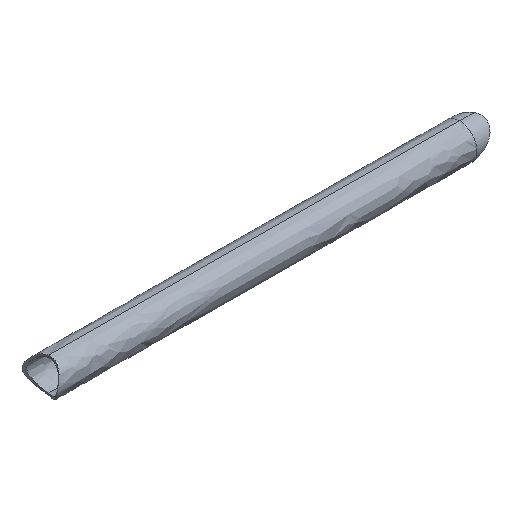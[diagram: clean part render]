
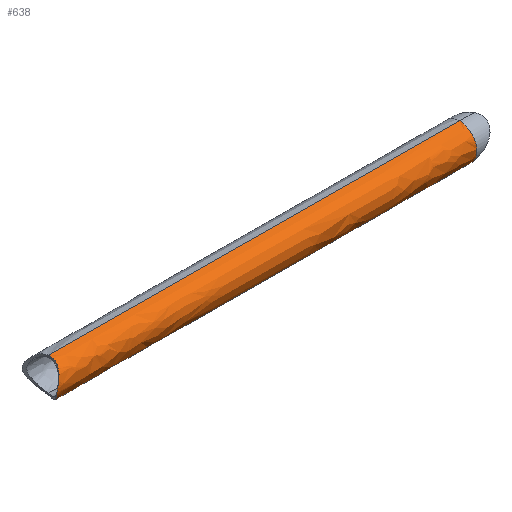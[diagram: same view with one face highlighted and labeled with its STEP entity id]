
A CAD part, isometric view. The second image highlights one B-rep face of the part: STEP entity #638.
In plain terms, the highlighted free-form (B-spline) face has degree [5, 4] with [6, 5] control points.
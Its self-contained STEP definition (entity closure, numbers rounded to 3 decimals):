
#78=CARTESIAN_POINT('Vertex',(-341.043,-280.955,176.727)) ;
#85=CARTESIAN_POINT('Vertex',(-340.919,-270.375,195.884)) ;
#88=CARTESIAN_POINT('Axis2P3D Location',(-341.,-270.375,183.384)) ;
#201=CARTESIAN_POINT('Control Point',(-351.603,-270.375,170.952)) ;
#202=CARTESIAN_POINT('Control Point',(-351.3,-270.946,170.95)) ;
#203=CARTESIAN_POINT('Control Point',(-350.974,-271.509,170.981)) ;
#204=CARTESIAN_POINT('Control Point',(-350.627,-272.062,171.042)) ;
#205=CARTESIAN_POINT('Control Point',(-349.405,-273.875,171.343)) ;
#206=CARTESIAN_POINT('Control Point',(-348.008,-275.534,171.945)) ;
#207=CARTESIAN_POINT('Control Point',(-346.971,-276.608,172.491)) ;
#208=CARTESIAN_POINT('Control Point',(-345.178,-278.24,173.574)) ;
#209=CARTESIAN_POINT('Control Point',(-343.316,-279.598,174.91)) ;
#210=CARTESIAN_POINT('Control Point',(-342.561,-280.097,175.482)) ;
#211=CARTESIAN_POINT('Control Point',(-341.803,-280.55,176.089)) ;
#212=CARTESIAN_POINT('Control Point',(-341.043,-280.955,176.727)) ;
#213=CARTESIAN_POINT('Vertex',(-351.603,-270.375,170.952)) ;
#503=CARTESIAN_POINT('Control Point',(-340.919,-270.375,195.884)) ;
#504=CARTESIAN_POINT('Control Point',(-399.769,-270.375,196.265)) ;
#505=CARTESIAN_POINT('Control Point',(-458.623,-270.375,196.646)) ;
#506=CARTESIAN_POINT('Control Point',(-517.468,-270.375,197.026)) ;
#507=CARTESIAN_POINT('Control Point',(-576.319,-270.375,197.407)) ;
#508=CARTESIAN_POINT('Control Point',(-635.17,-270.375,197.788)) ;
#509=CARTESIAN_POINT('Vertex',(-635.17,-270.375,197.788)) ;
#513=CARTESIAN_POINT('Control Point',(-351.603,-270.375,170.952)) ;
#514=CARTESIAN_POINT('Control Point',(-408.317,-270.375,171.319)) ;
#515=CARTESIAN_POINT('Control Point',(-465.035,-270.375,171.687)) ;
#516=CARTESIAN_POINT('Control Point',(-521.745,-270.375,172.054)) ;
#517=CARTESIAN_POINT('Control Point',(-578.46,-270.375,172.421)) ;
#518=CARTESIAN_POINT('Control Point',(-635.175,-270.375,172.788)) ;
#519=CARTESIAN_POINT('Vertex',(-635.175,-270.375,172.788)) ;
#566=CARTESIAN_POINT('Control Point',(-340.919,-270.375,195.884)) ;
#567=CARTESIAN_POINT('Control Point',(-340.919,-282.875,195.884)) ;
#568=CARTESIAN_POINT('Control Point',(-341.,-289.125,183.384)) ;
#569=CARTESIAN_POINT('Control Point',(-341.081,-282.875,170.884)) ;
#570=CARTESIAN_POINT('Control Point',(-341.081,-270.375,170.884)) ;
#571=CARTESIAN_POINT('Control Point',(-402.719,-270.375,196.284)) ;
#572=CARTESIAN_POINT('Control Point',(-402.719,-282.875,196.284)) ;
#573=CARTESIAN_POINT('Control Point',(-402.8,-289.125,183.784)) ;
#574=CARTESIAN_POINT('Control Point',(-402.881,-282.875,171.284)) ;
#575=CARTESIAN_POINT('Control Point',(-402.881,-270.375,171.284)) ;
#576=CARTESIAN_POINT('Control Point',(-464.524,-270.375,196.684)) ;
#577=CARTESIAN_POINT('Control Point',(-464.524,-282.875,196.684)) ;
#578=CARTESIAN_POINT('Control Point',(-464.604,-289.125,184.184)) ;
#579=CARTESIAN_POINT('Control Point',(-464.685,-282.875,171.684)) ;
#580=CARTESIAN_POINT('Control Point',(-464.685,-270.375,171.684)) ;
#581=CARTESIAN_POINT('Control Point',(-526.317,-270.375,197.084)) ;
#582=CARTESIAN_POINT('Control Point',(-526.317,-282.875,197.084)) ;
#583=CARTESIAN_POINT('Control Point',(-526.398,-289.125,184.584)) ;
#584=CARTESIAN_POINT('Control Point',(-526.479,-282.875,172.084)) ;
#585=CARTESIAN_POINT('Control Point',(-526.479,-270.375,172.084)) ;
#586=CARTESIAN_POINT('Control Point',(-588.119,-270.375,197.484)) ;
#587=CARTESIAN_POINT('Control Point',(-588.119,-282.875,197.484)) ;
#588=CARTESIAN_POINT('Control Point',(-588.2,-289.125,184.984)) ;
#589=CARTESIAN_POINT('Control Point',(-588.281,-282.875,172.484)) ;
#590=CARTESIAN_POINT('Control Point',(-588.281,-270.375,172.484)) ;
#591=CARTESIAN_POINT('Control Point',(-649.919,-270.375,197.884)) ;
#592=CARTESIAN_POINT('Control Point',(-649.919,-282.875,197.884)) ;
#593=CARTESIAN_POINT('Control Point',(-650.,-289.125,185.384)) ;
#594=CARTESIAN_POINT('Control Point',(-650.081,-282.875,172.884)) ;
#595=CARTESIAN_POINT('Control Point',(-650.081,-270.375,172.884)) ;
#597=CARTESIAN_POINT('Control Point',(-635.17,-270.375,197.788)) ;
#598=CARTESIAN_POINT('Control Point',(-635.059,-271.117,197.788)) ;
#599=CARTESIAN_POINT('Control Point',(-635.,-271.874,197.72)) ;
#600=CARTESIAN_POINT('Control Point',(-635.,-272.625,197.583)) ;
#601=CARTESIAN_POINT('Vertex',(-635.,-272.625,197.583)) ;
#605=CARTESIAN_POINT('Control Point',(-635.175,-270.375,172.788)) ;
#606=CARTESIAN_POINT('Control Point',(-635.368,-271.647,172.789)) ;
#607=CARTESIAN_POINT('Control Point',(-635.691,-272.92,172.953)) ;
#608=CARTESIAN_POINT('Control Point',(-636.134,-274.146,173.28)) ;
#609=CARTESIAN_POINT('Control Point',(-636.973,-275.975,174.016)) ;
#610=CARTESIAN_POINT('Control Point',(-637.951,-277.59,175.061)) ;
#611=CARTESIAN_POINT('Control Point',(-638.327,-278.158,175.489)) ;
#612=CARTESIAN_POINT('Control Point',(-639.092,-279.23,176.419)) ;
#613=CARTESIAN_POINT('Control Point',(-639.849,-280.17,177.502)) ;
#614=CARTESIAN_POINT('Control Point',(-640.218,-280.606,178.083)) ;
#615=CARTESIAN_POINT('Control Point',(-640.944,-281.446,179.388)) ;
#616=CARTESIAN_POINT('Control Point',(-641.482,-282.107,180.886)) ;
#617=CARTESIAN_POINT('Control Point',(-641.687,-282.397,181.729)) ;
#618=CARTESIAN_POINT('Control Point',(-641.84,-282.845,183.595)) ;
#619=CARTESIAN_POINT('Control Point',(-641.454,-282.933,185.487)) ;
#620=CARTESIAN_POINT('Control Point',(-641.122,-282.877,186.438)) ;
#621=CARTESIAN_POINT('Control Point',(-640.174,-282.552,188.641)) ;
#622=CARTESIAN_POINT('Control Point',(-639.009,-281.792,190.621)) ;
#623=CARTESIAN_POINT('Control Point',(-638.326,-281.215,191.717)) ;
#624=CARTESIAN_POINT('Control Point',(-636.856,-279.612,194.019)) ;
#625=CARTESIAN_POINT('Control Point',(-635.704,-277.334,195.866)) ;
#626=CARTESIAN_POINT('Control Point',(-635.229,-275.866,196.712)) ;
#627=CARTESIAN_POINT('Control Point',(-635.,-274.257,197.284)) ;
#628=CARTESIAN_POINT('Control Point',(-635.,-272.625,197.583)) ;
#89=DIRECTION('Axis2P3D Direction',(1.,0.,-0.006)) ;
#90=AXIS2_PLACEMENT_3D('Circle Axis2P3D',#88,#89,$) ;
#631=ORIENTED_EDGE('',*,*,#521,.F.) ;
#632=ORIENTED_EDGE('',*,*,#215,.T.) ;
#633=ORIENTED_EDGE('',*,*,#92,.F.) ;
#634=ORIENTED_EDGE('',*,*,#511,.T.) ;
#635=ORIENTED_EDGE('',*,*,#603,.T.) ;
#636=ORIENTED_EDGE('',*,*,#629,.F.) ;
#638=ADVANCED_FACE('Corps principal',(#637),#565,.T.) ;
#200=B_SPLINE_CURVE_WITH_KNOTS('',5,(#201,#202,#203,#204,#205,#206,#207,#208,#209,#210,#211,#212),.UNSPECIFIED.,.F.,.U.,(6,3,3,6),(0.,4.771,15.995,23.509),.UNSPECIFIED.) ;
#596=B_SPLINE_CURVE_WITH_KNOTS('',3,(#597,#598,#599,#600),.UNSPECIFIED.,.F.,.U.,(4,4),(0.,3.359),.UNSPECIFIED.) ;
#604=B_SPLINE_CURVE_WITH_KNOTS('',5,(#605,#606,#607,#608,#609,#610,#611,#612,#613,#614,#615,#616,#617,#618,#619,#620,#621,#622,#623,#624,#625,#626,#627,#628),.UNSPECIFIED.,.F.,.U.,(6,3,3,3,3,3,3,6),(0.,9.603,15.277,20.953,27.182,34.064,43.858,56.02),.UNSPECIFIED.) ;
#91=CIRCLE('generated circle',#90,12.5) ;
#92=EDGE_CURVE('',#86,#79,#91,.T.) ;
#215=EDGE_CURVE('',#214,#79,#200,.T.) ;
#511=EDGE_CURVE('',#86,#510,#502,.T.) ;
#521=EDGE_CURVE('',#214,#520,#512,.T.) ;
#603=EDGE_CURVE('',#510,#602,#596,.T.) ;
#629=EDGE_CURVE('',#520,#602,#604,.T.) ;
#630=EDGE_LOOP('',(#631,#632,#633,#634,#635,#636)) ;
#637=FACE_OUTER_BOUND('',#630,.T.) ;
#79=VERTEX_POINT('',#78) ;
#86=VERTEX_POINT('',#85) ;
#214=VERTEX_POINT('',#213) ;
#510=VERTEX_POINT('',#509) ;
#520=VERTEX_POINT('',#519) ;
#602=VERTEX_POINT('',#601) ;
#502=(BOUNDED_CURVE()B_SPLINE_CURVE(5,(#503,#504,#505,#506,#507,#508),.UNSPECIFIED.,.F.,.U.)B_SPLINE_CURVE_WITH_KNOTS((6,6),(0.,294.257),.UNSPECIFIED.)CURVE()GEOMETRIC_REPRESENTATION_ITEM()RATIONAL_B_SPLINE_CURVE((1.,1.,1.,1.,1.,1.))REPRESENTATION_ITEM('')) ;
#512=(BOUNDED_CURVE()B_SPLINE_CURVE(5,(#513,#514,#515,#516,#517,#518),.UNSPECIFIED.,.F.,.U.)B_SPLINE_CURVE_WITH_KNOTS((6,6),(10.522,294.1),.UNSPECIFIED.)CURVE()GEOMETRIC_REPRESENTATION_ITEM()RATIONAL_B_SPLINE_CURVE((1.,1.,1.,1.,1.,1.))REPRESENTATION_ITEM('')) ;
#565=(BOUNDED_SURFACE()B_SPLINE_SURFACE(5,4,((#566,#567,#568,#569,#570),(#571,#572,#573,#574,#575),(#576,#577,#578,#579,#580),(#581,#582,#583,#584,#585),(#586,#587,#588,#589,#590),(#591,#592,#593,#594,#595)),.UNSPECIFIED.,.F.,.F.,.U.)B_SPLINE_SURFACE_WITH_KNOTS((6,6),(5,5),(0.,309.006),(0.,39.27),.UNSPECIFIED.)GEOMETRIC_REPRESENTATION_ITEM()RATIONAL_B_SPLINE_SURFACE(((1.,0.707,0.667,0.707,1.),(1.,0.707,0.667,0.707,1.),(1.,0.707,0.667,0.707,1.),(1.,0.707,0.667,0.707,1.),(1.,0.707,0.667,0.707,1.),(1.,0.707,0.667,0.707,1.)))REPRESENTATION_ITEM('Rational BSpline Surface')SURFACE()) ;
